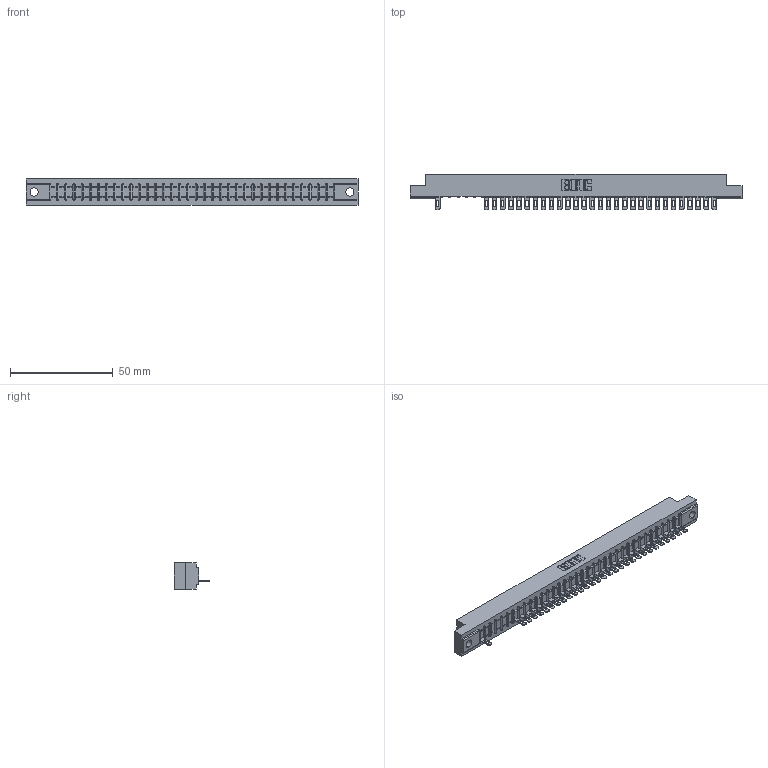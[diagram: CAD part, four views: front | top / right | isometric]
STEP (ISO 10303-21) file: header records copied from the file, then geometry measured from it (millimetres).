
FILE_DESCRIPTION (( 'STEP AP203' ), '1' );
FILE_NAME ('357-035-501-104.STEP', '2018-08-10T04:21:55', ( '' ), ( '' ), 'SwSTEP 2.0', 'SolidWorks 2016', '' );
FILE_SCHEMA (( 'CONFIG_CONTROL_DESIGN' ));
Length unit declared in the file: inch
Products named in the file (3): 307 Part_.156 Dia Mounting Holes; 307-290-002_501; 357-035-501-104
Assembly tree (31 placements, depth 2):
  357-035-501-104
    307 Part_.156 Dia Mounting Holes
    307-290-002_501  x30
Bounding box: 161.7 x 17.42 x 12.7 mm (x, y, z)
Volume: 17026.9 mm3; surface area: 20367.3 mm2
Topology: 31 solids, 31 shells, 2548 faces, 7819 edges, 5114 vertices
Faces by surface type: plane 1464, cylinder 1012, sphere 72
Entity records: 31920 total; most frequent: CARTESIAN_POINT 5409, ORIENTED_EDGE 5402, DIRECTION 5249, EDGE_CURVE 2701, VECTOR 2069, LINE 2069, VERTEX_POINT 1750, AXIS2_PLACEMENT_3D 1590
